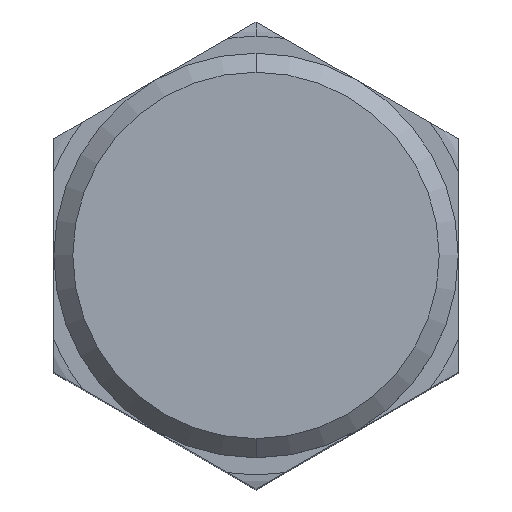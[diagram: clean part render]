
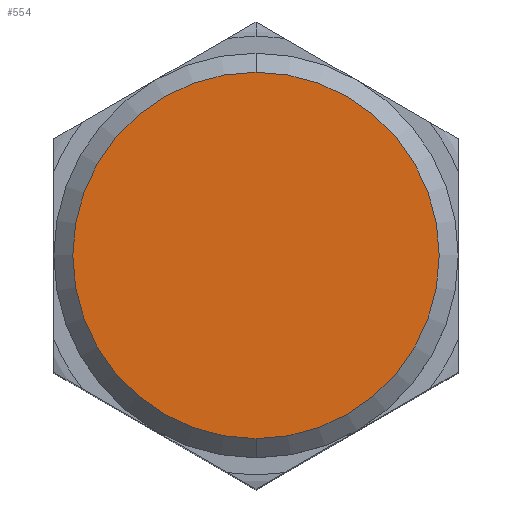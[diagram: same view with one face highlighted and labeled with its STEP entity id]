
A CAD part, top view. The second image highlights one B-rep face of the part: STEP entity #554.
In plain terms, the highlighted planar face has unit normal (0, 0, 1).
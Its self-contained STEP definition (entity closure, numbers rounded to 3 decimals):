
#8 = CARTESIAN_POINT ( 'NONE',  ( 0., -7.7, 25. ) ) ;
#18 = CIRCLE ( 'NONE', #572, 7.7 ) ;
#164 = DIRECTION ( 'NONE',  ( 0., 0., -1. ) ) ;
#176 = VERTEX_POINT ( 'NONE', #181 ) ;
#181 = CARTESIAN_POINT ( 'NONE',  ( 0., 7.7, 25. ) ) ;
#241 = DIRECTION ( 'NONE',  ( 0., 1., 0. ) ) ;
#400 = EDGE_CURVE ( 'NONE', #1025, #176, #990, .T. ) ;
#406 = AXIS2_PLACEMENT_3D ( 'NONE', #1003, #839, #1037 ) ;
#481 = FACE_OUTER_BOUND ( 'NONE', #650, .T. ) ;
#515 = ORIENTED_EDGE ( 'NONE', *, *, #772, .F. ) ;
#554 = ADVANCED_FACE ( 'NONE', ( #481 ), #825, .T. ) ;
#572 = AXIS2_PLACEMENT_3D ( 'NONE', #957, #164, #241 ) ;
#650 = EDGE_LOOP ( 'NONE', ( #515, #777 ) ) ;
#659 = AXIS2_PLACEMENT_3D ( 'NONE', #832, #918, #988 ) ;
#772 = EDGE_CURVE ( 'NONE', #176, #1025, #18, .T. ) ;
#777 = ORIENTED_EDGE ( 'NONE', *, *, #400, .F. ) ;
#825 = PLANE ( 'NONE',  #659 ) ;
#832 = CARTESIAN_POINT ( 'NONE',  ( 0., 0., 25. ) ) ;
#839 = DIRECTION ( 'NONE',  ( 0., 0., -1. ) ) ;
#918 = DIRECTION ( 'NONE',  ( 0., 0., 1. ) ) ;
#957 = CARTESIAN_POINT ( 'NONE',  ( 0., 0., 25. ) ) ;
#988 = DIRECTION ( 'NONE',  ( 0., -1., 0. ) ) ;
#990 = CIRCLE ( 'NONE', #406, 7.7 ) ;
#1003 = CARTESIAN_POINT ( 'NONE',  ( 0., 0., 25. ) ) ;
#1025 = VERTEX_POINT ( 'NONE', #8 ) ;
#1037 = DIRECTION ( 'NONE',  ( 0., 1., 0. ) ) ;
